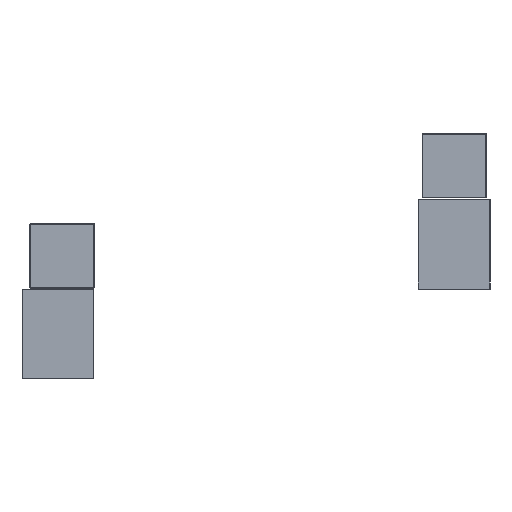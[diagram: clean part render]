
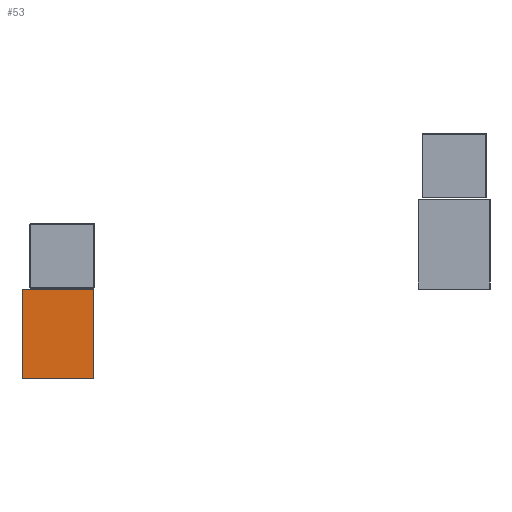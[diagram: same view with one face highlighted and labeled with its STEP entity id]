
A CAD part, left-side view. The second image highlights one B-rep face of the part: STEP entity #53.
In plain terms, the highlighted planar face has unit normal (-1, 0, 0).
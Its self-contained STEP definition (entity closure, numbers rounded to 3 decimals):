
#53=ADVANCED_FACE('',(#117),#819,.T.);
#117=FACE_OUTER_BOUND('',#182,.T.);
#182=EDGE_LOOP('',(#327,#328,#329,#330));
#327=ORIENTED_EDGE('',*,*,#519,.T.);
#328=ORIENTED_EDGE('',*,*,#512,.T.);
#329=ORIENTED_EDGE('',*,*,#520,.F.);
#330=ORIENTED_EDGE('',*,*,#517,.F.);
#512=EDGE_CURVE('',#729,#732,#609,.T.);
#517=EDGE_CURVE('',#735,#736,#614,.T.);
#519=EDGE_CURVE('',#735,#729,#616,.T.);
#520=EDGE_CURVE('',#736,#732,#617,.T.);
#609=B_SPLINE_CURVE_WITH_KNOTS('',1,(#1347,#1348),.UNSPECIFIED.,.F.,.F.,
(2,2),(0.,2.5),.UNSPECIFIED.);
#614=B_SPLINE_CURVE_WITH_KNOTS('',1,(#1357,#1358),.UNSPECIFIED.,.F.,.F.,
(2,2),(0.,2.5),.UNSPECIFIED.);
#616=B_SPLINE_CURVE_WITH_KNOTS('',1,(#1361,#1362),.UNSPECIFIED.,.F.,.F.,
(2,2),(115.,117.),.UNSPECIFIED.);
#617=B_SPLINE_CURVE_WITH_KNOTS('',1,(#1363,#1364),.UNSPECIFIED.,.F.,.F.,
(2,2),(115.,117.),.UNSPECIFIED.);
#729=VERTEX_POINT('',#1333);
#732=VERTEX_POINT('',#1336);
#735=VERTEX_POINT('',#1339);
#736=VERTEX_POINT('',#1340);
#819=PLANE('',#935);
#935=AXIS2_PLACEMENT_3D('',#1330,#971,$);
#971=DIRECTION('',(-1.,0.,0.));
#1330=CARTESIAN_POINT('',(2068.735,3.242,0.));
#1333=CARTESIAN_POINT('',(2068.735,1.242,0.));
#1336=CARTESIAN_POINT('',(2068.735,1.242,2.5));
#1339=CARTESIAN_POINT('',(2068.735,3.242,0.));
#1340=CARTESIAN_POINT('',(2068.735,3.242,2.5));
#1347=CARTESIAN_POINT('',(2068.735,1.242,0.));
#1348=CARTESIAN_POINT('',(2068.735,1.242,2.5));
#1357=CARTESIAN_POINT('',(2068.735,3.242,0.));
#1358=CARTESIAN_POINT('',(2068.735,3.242,2.5));
#1361=CARTESIAN_POINT('',(2068.735,3.242,0.));
#1362=CARTESIAN_POINT('',(2068.735,1.242,0.));
#1363=CARTESIAN_POINT('',(2068.735,3.242,2.5));
#1364=CARTESIAN_POINT('',(2068.735,1.242,2.5));
